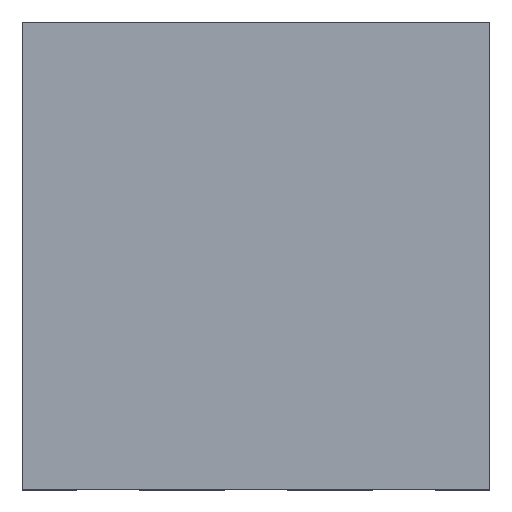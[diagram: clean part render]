
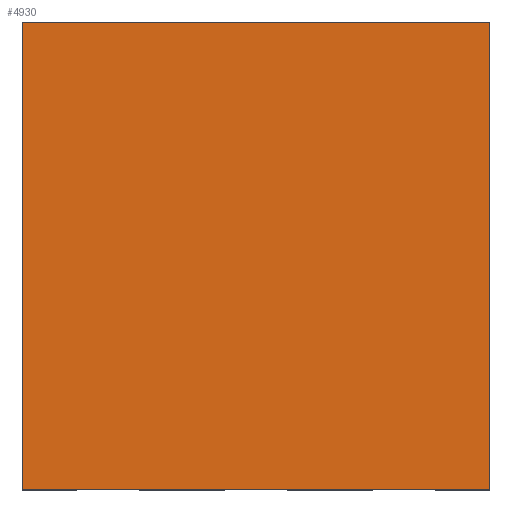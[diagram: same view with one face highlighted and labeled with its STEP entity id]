
A CAD part, top view. The second image highlights one B-rep face of the part: STEP entity #4930.
In plain terms, the highlighted planar face has unit normal (0, 0, 1).
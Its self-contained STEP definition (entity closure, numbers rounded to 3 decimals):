
#202=PLANE('',#5241);
#698=LINE('',#7500,#1210);
#705=LINE('',#7512,#1217);
#708=LINE('',#7518,#1220);
#714=LINE('',#7525,#1226);
#1210=VECTOR('',#6306,1000.);
#1217=VECTOR('',#6315,1000.);
#1220=VECTOR('',#6320,1000.);
#1226=VECTOR('',#6328,1000.);
#2399=ORIENTED_EDGE('',*,*,#2974,.T.);
#2400=ORIENTED_EDGE('',*,*,#2981,.T.);
#2401=ORIENTED_EDGE('',*,*,#2984,.T.);
#2402=ORIENTED_EDGE('',*,*,#2990,.T.);
#2974=EDGE_CURVE('',#3377,#3376,#698,.T.);
#2981=EDGE_CURVE('',#3376,#3380,#705,.T.);
#2984=EDGE_CURVE('',#3380,#3382,#708,.T.);
#2990=EDGE_CURVE('',#3382,#3377,#714,.T.);
#3376=VERTEX_POINT('',#7499);
#3377=VERTEX_POINT('',#7501);
#3380=VERTEX_POINT('',#7511);
#3382=VERTEX_POINT('',#7517);
#3676=EDGE_LOOP('',(#2399,#2400,#2401,#2402));
#3894=FACE_BOUND('',#3676,.T.);
#4930=ADVANCED_FACE('',(#3894),#202,.T.);
#5241=AXIS2_PLACEMENT_3D('',#7527,#6331,#6332);
#6306=DIRECTION('',(0.,-1.,0.));
#6315=DIRECTION('',(1.,0.,0.));
#6320=DIRECTION('',(0.,1.,0.));
#6328=DIRECTION('',(-1.,0.,0.));
#6331=DIRECTION('',(0.,0.,1.));
#6332=DIRECTION('',(1.,0.,0.));
#7499=CARTESIAN_POINT('',(-1.5,-1.5,0.448));
#7500=CARTESIAN_POINT('',(-1.5,1.5,0.448));
#7501=CARTESIAN_POINT('',(-1.5,1.5,0.448));
#7511=CARTESIAN_POINT('',(1.5,-1.5,0.448));
#7512=CARTESIAN_POINT('',(-1.5,-1.5,0.448));
#7517=CARTESIAN_POINT('',(1.5,1.5,0.448));
#7518=CARTESIAN_POINT('',(1.5,-1.5,0.448));
#7525=CARTESIAN_POINT('',(1.5,1.5,0.448));
#7527=CARTESIAN_POINT('',(0.,0.,0.448));
